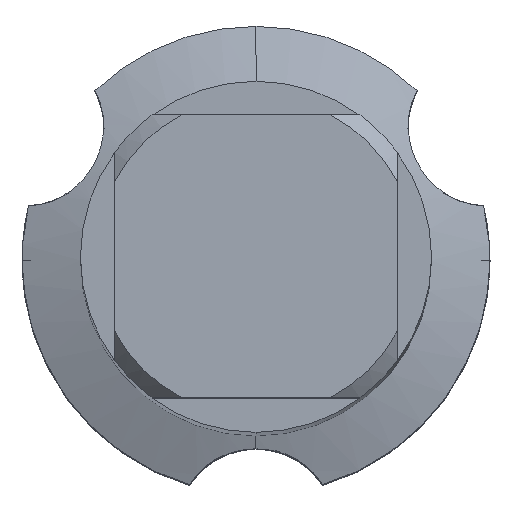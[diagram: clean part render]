
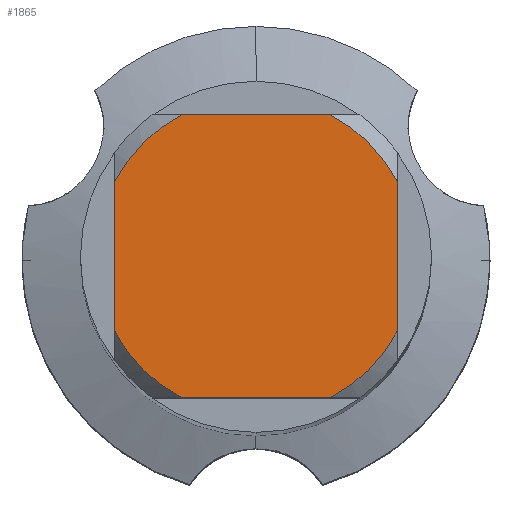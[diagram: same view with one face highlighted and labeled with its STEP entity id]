
A CAD part, top view. The second image highlights one B-rep face of the part: STEP entity #1865.
In plain terms, the highlighted planar face has unit normal (0, 0, 1).
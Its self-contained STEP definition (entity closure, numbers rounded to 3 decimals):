
#1865=ADVANCED_FACE('',(#5238),#5239,.T.);
#1923=EDGE_CURVE('',#3737,#3801,#5303,.T.);
#2361=EDGE_CURVE('',#3647,#4327,#5789,.T.);
#2569=EDGE_CURVE('',#3737,#3485,#6013,.T.);
#2689=EDGE_CURVE('',#3647,#3485,#6140,.T.);
#2957=EDGE_CURVE('',#3783,#4327,#6424,.T.);
#3003=VERTEX_POINT('',#6470);
#3089=EDGE_CURVE('',#3783,#3003,#6564,.T.);
#3371=EDGE_CURVE('',#4169,#3801,#6874,.T.);
#3485=VERTEX_POINT('',#6996);
#3647=VERTEX_POINT('',#7181);
#3737=VERTEX_POINT('',#7277);
#3783=VERTEX_POINT('',#7328);
#3801=VERTEX_POINT('',#7348);
#4169=VERTEX_POINT('',#7755);
#4327=VERTEX_POINT('',#7925);
#4809=EDGE_CURVE('',#4169,#3003,#8450,.T.);
#5238=FACE_OUTER_BOUND('',#9122,.T.);
#5239=PLANE('',#9123);
#5303=LINE('',#9229,#9230);
#5789=CIRCLE('',#10142,8.2);
#6013=CIRCLE('',#10514,8.2);
#6140=LINE('',#10762,#10763);
#6424=LINE('',#11364,#11365);
#6470=CARTESIAN_POINT('',(-3.831,7.25,0.0));
#6564=CIRCLE('',#11630,8.2);
#6874=CIRCLE('',#12224,8.2);
#6996=CARTESIAN_POINT('',(3.831,-7.25,0.0));
#7181=CARTESIAN_POINT('',(-3.831,-7.25,0.0));
#7277=CARTESIAN_POINT('',(7.25,-3.831,0.0));
#7328=CARTESIAN_POINT('',(-7.25,3.831,0.0));
#7348=CARTESIAN_POINT('',(7.25,3.831,0.0));
#7755=CARTESIAN_POINT('',(3.831,7.25,0.0));
#7925=CARTESIAN_POINT('',(-7.25,-3.831,0.0));
#8450=LINE('',#15185,#15186);
#9122=EDGE_LOOP('',(#15878,#15879,#15880,#15881,#15882,#15883,#15884,#15885));
#9123=AXIS2_PLACEMENT_3D('',#15886,#15887,#15888);
#9229=CARTESIAN_POINT('',(7.25,2.05,0.0));
#9230=VECTOR('',#15956,1.0);
#10142=AXIS2_PLACEMENT_3D('',#16519,#16520,#16521);
#10514=AXIS2_PLACEMENT_3D('',#16728,#16729,#16730);
#10762=CARTESIAN_POINT('',(0.0,-7.25,0.0));
#10763=VECTOR('',#16843,1.0);
#11364=CARTESIAN_POINT('',(-7.25,2.05,0.0));
#11365=VECTOR('',#17094,1.0);
#11630=AXIS2_PLACEMENT_3D('',#17318,#17319,#17320);
#12224=AXIS2_PLACEMENT_3D('',#17765,#17766,#17767);
#15185=CARTESIAN_POINT('',(0.0,7.25,0.0));
#15186=VECTOR('',#19579,1.0);
#15878=ORIENTED_EDGE('',*,*,#2957,.T.);
#15879=ORIENTED_EDGE('',*,*,#2361,.F.);
#15880=ORIENTED_EDGE('',*,*,#2689,.T.);
#15881=ORIENTED_EDGE('',*,*,#2569,.F.);
#15882=ORIENTED_EDGE('',*,*,#1923,.T.);
#15883=ORIENTED_EDGE('',*,*,#3371,.F.);
#15884=ORIENTED_EDGE('',*,*,#4809,.T.);
#15885=ORIENTED_EDGE('',*,*,#3089,.F.);
#15886=CARTESIAN_POINT('',(0.0,4.1,0.0));
#15887=DIRECTION('',(-0.0,0.0,1.0));
#15888=DIRECTION('',(0.0,-1.0,0.0));
#15956=DIRECTION('',(-0.0,1.0,0.0));
#16519=CARTESIAN_POINT('',(0.0,0.0,0.0));
#16520=DIRECTION('',(0.0,0.0,-1.0));
#16521=DIRECTION('',(0.0,1.0,0.0));
#16728=CARTESIAN_POINT('',(0.0,0.0,0.0));
#16729=DIRECTION('',(0.0,0.0,-1.0));
#16730=DIRECTION('',(0.0,1.0,0.0));
#16843=DIRECTION('',(1.0,0.0,0.0));
#17094=DIRECTION('',(-0.0,-1.0,0.0));
#17318=CARTESIAN_POINT('',(0.0,0.0,0.0));
#17319=DIRECTION('',(0.0,0.0,-1.0));
#17320=DIRECTION('',(0.0,1.0,0.0));
#17765=CARTESIAN_POINT('',(0.0,0.0,0.0));
#17766=DIRECTION('',(0.0,0.0,-1.0));
#17767=DIRECTION('',(0.0,1.0,0.0));
#19579=DIRECTION('',(-1.0,0.0,0.0));
